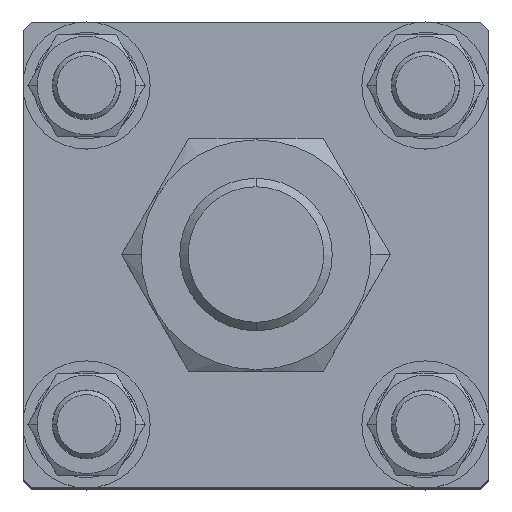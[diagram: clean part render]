
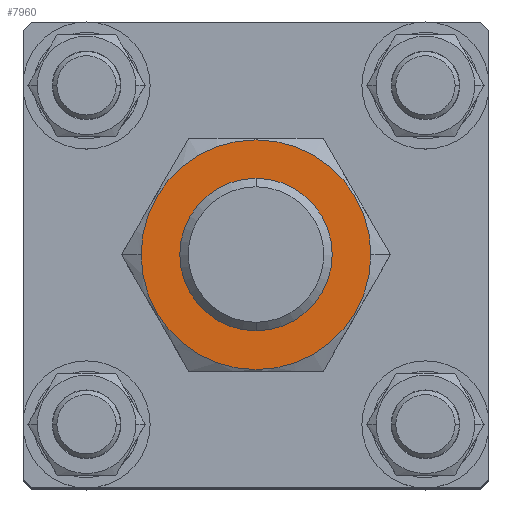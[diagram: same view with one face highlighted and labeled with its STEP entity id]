
A CAD part, top view. The second image highlights one B-rep face of the part: STEP entity #7960.
In plain terms, the highlighted planar face has unit normal (0, 0, 1).
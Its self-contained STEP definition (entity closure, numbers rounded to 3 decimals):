
#202 = CARTESIAN_POINT ( 'NONE',  ( 0., 0., 0. ) ) ;
#204 = DIRECTION ( 'NONE',  ( 0., 0., -1. ) ) ;
#206 = DIRECTION ( 'NONE',  ( -1., 0., 0. ) ) ;
#220 = VERTEX_POINT ( 'NONE', #878 ) ;
#225 = VERTEX_POINT ( 'NONE', #875 ) ;
#228 = VERTEX_POINT ( 'NONE', #873 ) ;
#230 = VERTEX_POINT ( 'NONE', #871 ) ;
#237 = CARTESIAN_POINT ( 'NONE',  ( 0., 0., 0. ) ) ;
#239 = DIRECTION ( 'NONE',  ( 0., 0., -1. ) ) ;
#241 = DIRECTION ( 'NONE',  ( -1., 0., 0. ) ) ;
#754 = EDGE_CURVE ( 'NONE', #228, #230, #7299, .T. ) ;
#760 = EDGE_CURVE ( 'NONE', #220, #225, #7292, .T. ) ;
#871 = CARTESIAN_POINT ( 'NONE',  ( 17.635, 0., 0. ) ) ;
#873 = CARTESIAN_POINT ( 'NONE',  ( -17.635, 0., 0. ) ) ;
#875 = CARTESIAN_POINT ( 'NONE',  ( -27.125, 0., 0. ) ) ;
#878 = CARTESIAN_POINT ( 'NONE',  ( 27.125, 0., 0. ) ) ;
#1425 = CARTESIAN_POINT ( 'NONE',  ( 0., 0., 0. ) ) ;
#1426 = DIRECTION ( 'NONE',  ( 0., 0., -1. ) ) ;
#1427 = DIRECTION ( 'NONE',  ( -1., 0., 0. ) ) ;
#1870 = CARTESIAN_POINT ( 'NONE',  ( -15.877, -27.5, 0. ) ) ;
#1871 = PLANE ( 'NONE',  #6960 ) ;
#1876 = DIRECTION ( 'NONE',  ( 0., 0., -1. ) ) ;
#1877 = DIRECTION ( 'NONE',  ( -1., 0., 0. ) ) ;
#3200 = EDGE_CURVE ( 'NONE', #230, #228, #4275, .T. ) ;
#3287 = EDGE_CURVE ( 'NONE', #225, #220, #4116, .T. ) ;
#3913 = FACE_OUTER_BOUND ( 'NONE', #5862, .T. ) ;
#3922 = FACE_BOUND ( 'NONE', #5856, .T. ) ;
#4116 = CIRCLE ( 'NONE', #7028, 27.125 ) ;
#4275 = CIRCLE ( 'NONE', #8129, 17.635 ) ;
#4564 = CARTESIAN_POINT ( 'NONE',  ( 0., 0., 0. ) ) ;
#4565 = DIRECTION ( 'NONE',  ( 0., 0., -1. ) ) ;
#4566 = DIRECTION ( 'NONE',  ( -1., 0., 0. ) ) ;
#5856 = EDGE_LOOP ( 'NONE', ( #6117, #6118 ) ) ;
#5862 = EDGE_LOOP ( 'NONE', ( #6119, #6120 ) ) ;
#6117 = ORIENTED_EDGE ( 'NONE', *, *, #3200, .T. ) ;
#6118 = ORIENTED_EDGE ( 'NONE', *, *, #754, .T. ) ;
#6119 = ORIENTED_EDGE ( 'NONE', *, *, #3287, .F. ) ;
#6120 = ORIENTED_EDGE ( 'NONE', *, *, #760, .F. ) ;
#6960 = AXIS2_PLACEMENT_3D ( 'NONE', #1870, #1876, #1877 ) ;
#7028 = AXIS2_PLACEMENT_3D ( 'NONE', #1425, #1426, #1427 ) ;
#7292 = CIRCLE ( 'NONE', #7852, 27.125 ) ;
#7299 = CIRCLE ( 'NONE', #7856, 17.635 ) ;
#7852 = AXIS2_PLACEMENT_3D ( 'NONE', #237, #239, #241 ) ;
#7856 = AXIS2_PLACEMENT_3D ( 'NONE', #202, #204, #206 ) ;
#7960 = ADVANCED_FACE ( 'NONE', ( #3922, #3913 ), #1871, .F. ) ;
#8129 = AXIS2_PLACEMENT_3D ( 'NONE', #4564, #4565, #4566 ) ;
